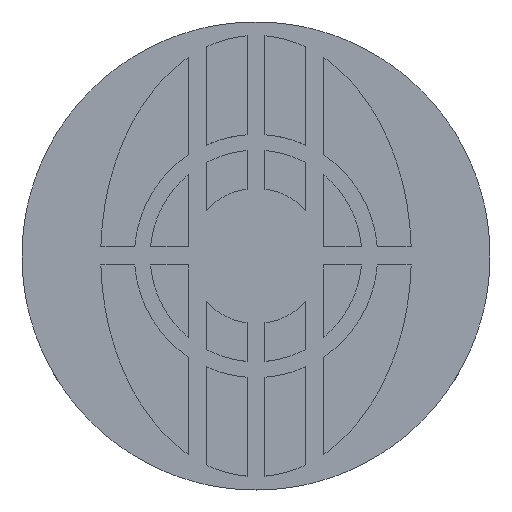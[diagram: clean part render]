
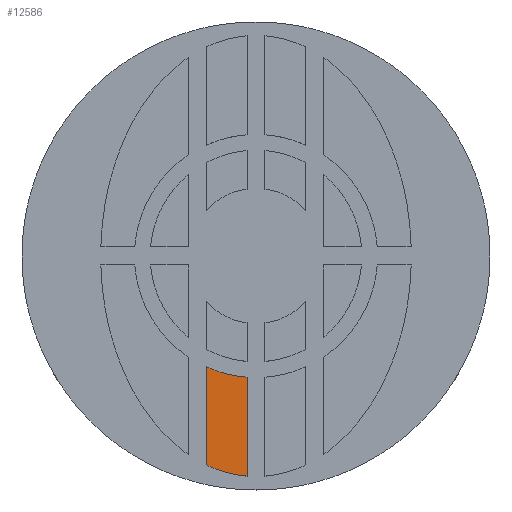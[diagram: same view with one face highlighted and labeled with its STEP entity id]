
A CAD part, top view. The second image highlights one B-rep face of the part: STEP entity #12586.
In plain terms, the highlighted planar face has unit normal (0, 0, 1).
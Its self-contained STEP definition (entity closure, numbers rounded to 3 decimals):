
#116=FACE_OUTER_BOUND('',#754,.T.);
#754=EDGE_LOOP('',(#8519,#8520,#8521,#8522,#8523,#8524,#8525,#8526,#8527,
#8528,#8529,#8530,#8531,#8532,#8533,#8534,#8535,#8536));
#1509=LINE('',#17311,#3369);
#1512=LINE('',#17317,#3372);
#1515=LINE('',#17323,#3375);
#1518=LINE('',#17329,#3378);
#1521=LINE('',#17335,#3381);
#1524=LINE('',#17341,#3384);
#1527=LINE('',#17347,#3387);
#1530=LINE('',#17353,#3390);
#1533=LINE('',#17359,#3393);
#1536=LINE('',#17365,#3396);
#1539=LINE('',#17371,#3399);
#1542=LINE('',#17377,#3402);
#1545=LINE('',#17383,#3405);
#1548=LINE('',#17389,#3408);
#1551=LINE('',#17395,#3411);
#1554=LINE('',#17401,#3414);
#1557=LINE('',#17407,#3417);
#1560=LINE('',#17411,#3420);
#3369=VECTOR('',#14111,10.);
#3372=VECTOR('',#14116,10.);
#3375=VECTOR('',#14121,10.);
#3378=VECTOR('',#14126,10.);
#3381=VECTOR('',#14131,10.);
#3384=VECTOR('',#14136,10.);
#3387=VECTOR('',#14141,10.);
#3390=VECTOR('',#14146,10.);
#3393=VECTOR('',#14151,10.);
#3396=VECTOR('',#14156,10.);
#3399=VECTOR('',#14161,10.);
#3402=VECTOR('',#14166,10.);
#3405=VECTOR('',#14171,10.);
#3408=VECTOR('',#14176,10.);
#3411=VECTOR('',#14181,10.);
#3414=VECTOR('',#14186,10.);
#3417=VECTOR('',#14191,10.);
#3420=VECTOR('',#14196,10.);
#5169=VERTEX_POINT('',#17308);
#5170=VERTEX_POINT('',#17310);
#5172=VERTEX_POINT('',#17316);
#5174=VERTEX_POINT('',#17322);
#5176=VERTEX_POINT('',#17328);
#5178=VERTEX_POINT('',#17334);
#5180=VERTEX_POINT('',#17340);
#5182=VERTEX_POINT('',#17346);
#5184=VERTEX_POINT('',#17352);
#5186=VERTEX_POINT('',#17358);
#5188=VERTEX_POINT('',#17364);
#5190=VERTEX_POINT('',#17370);
#5192=VERTEX_POINT('',#17376);
#5194=VERTEX_POINT('',#17382);
#5196=VERTEX_POINT('',#17388);
#5198=VERTEX_POINT('',#17394);
#5200=VERTEX_POINT('',#17400);
#5202=VERTEX_POINT('',#17406);
#6469=EDGE_CURVE('',#5170,#5169,#1509,.T.);
#6472=EDGE_CURVE('',#5172,#5170,#1512,.T.);
#6475=EDGE_CURVE('',#5174,#5172,#1515,.T.);
#6478=EDGE_CURVE('',#5176,#5174,#1518,.T.);
#6481=EDGE_CURVE('',#5178,#5176,#1521,.T.);
#6484=EDGE_CURVE('',#5180,#5178,#1524,.T.);
#6487=EDGE_CURVE('',#5182,#5180,#1527,.T.);
#6490=EDGE_CURVE('',#5184,#5182,#1530,.T.);
#6493=EDGE_CURVE('',#5186,#5184,#1533,.T.);
#6496=EDGE_CURVE('',#5188,#5186,#1536,.T.);
#6499=EDGE_CURVE('',#5190,#5188,#1539,.T.);
#6502=EDGE_CURVE('',#5192,#5190,#1542,.T.);
#6505=EDGE_CURVE('',#5194,#5192,#1545,.T.);
#6508=EDGE_CURVE('',#5196,#5194,#1548,.T.);
#6511=EDGE_CURVE('',#5198,#5196,#1551,.T.);
#6514=EDGE_CURVE('',#5200,#5198,#1554,.T.);
#6517=EDGE_CURVE('',#5202,#5200,#1557,.T.);
#6520=EDGE_CURVE('',#5169,#5202,#1560,.T.);
#8519=ORIENTED_EDGE('',*,*,#6520,.T.);
#8520=ORIENTED_EDGE('',*,*,#6517,.T.);
#8521=ORIENTED_EDGE('',*,*,#6514,.T.);
#8522=ORIENTED_EDGE('',*,*,#6511,.T.);
#8523=ORIENTED_EDGE('',*,*,#6508,.T.);
#8524=ORIENTED_EDGE('',*,*,#6505,.T.);
#8525=ORIENTED_EDGE('',*,*,#6502,.T.);
#8526=ORIENTED_EDGE('',*,*,#6499,.T.);
#8527=ORIENTED_EDGE('',*,*,#6496,.T.);
#8528=ORIENTED_EDGE('',*,*,#6493,.T.);
#8529=ORIENTED_EDGE('',*,*,#6490,.T.);
#8530=ORIENTED_EDGE('',*,*,#6487,.T.);
#8531=ORIENTED_EDGE('',*,*,#6484,.T.);
#8532=ORIENTED_EDGE('',*,*,#6481,.T.);
#8533=ORIENTED_EDGE('',*,*,#6478,.T.);
#8534=ORIENTED_EDGE('',*,*,#6475,.T.);
#8535=ORIENTED_EDGE('',*,*,#6472,.T.);
#8536=ORIENTED_EDGE('',*,*,#6469,.T.);
#11948=PLANE('',#13239);
#12586=ADVANCED_FACE('',(#116),#11948,.T.);
#13239=AXIS2_PLACEMENT_3D('',#17412,#14197,#14198);
#14111=DIRECTION('',(0.97,-0.243,0.));
#14116=DIRECTION('',(0.958,-0.287,0.));
#14121=DIRECTION('',(0.944,-0.33,0.));
#14126=DIRECTION('',(0.928,-0.371,0.));
#14131=DIRECTION('',(0.911,-0.412,0.));
#14136=DIRECTION('',(0.,-1.,0.));
#14141=DIRECTION('',(-0.922,0.388,0.));
#14146=DIRECTION('',(-0.938,0.347,0.));
#14151=DIRECTION('',(-0.952,0.307,0.));
#14156=DIRECTION('',(-0.964,0.265,0.));
#14161=DIRECTION('',(-0.975,0.223,0.));
#14166=DIRECTION('',(-0.983,0.181,0.));
#14171=DIRECTION('',(-0.99,0.138,0.));
#14176=DIRECTION('',(-0.995,0.096,0.));
#14181=DIRECTION('',(0.,1.,0.));
#14186=DIRECTION('',(0.994,-0.106,0.));
#14191=DIRECTION('',(0.988,-0.152,0.));
#14196=DIRECTION('',(0.98,-0.198,0.));
#14197=DIRECTION('center_axis',(0.,0.,1.));
#14198=DIRECTION('ref_axis',(1.,0.,0.));
#17308=CARTESIAN_POINT('',(-5.426,-48.39,2.75));
#17310=CARTESIAN_POINT('',(-6.558,-48.107,2.75));
#17311=CARTESIAN_POINT('',(-6.558,-48.107,2.75));
#17316=CARTESIAN_POINT('',(-7.683,-47.77,2.75));
#17317=CARTESIAN_POINT('',(-7.683,-47.77,2.75));
#17322=CARTESIAN_POINT('',(-8.799,-47.38,2.75));
#17323=CARTESIAN_POINT('',(-8.799,-47.38,2.75));
#17328=CARTESIAN_POINT('',(-9.905,-46.937,2.75));
#17329=CARTESIAN_POINT('',(-9.905,-46.937,2.75));
#17334=CARTESIAN_POINT('',(-11.,-46.443,2.75));
#17335=CARTESIAN_POINT('',(-11.,-46.443,2.75));
#17340=CARTESIAN_POINT('',(-11.,-24.658,2.75));
#17341=CARTESIAN_POINT('',(-11.,-24.658,2.75));
#17346=CARTESIAN_POINT('',(-9.925,-25.11,2.75));
#17347=CARTESIAN_POINT('',(-9.925,-25.11,2.75));
#17352=CARTESIAN_POINT('',(-8.832,-25.515,2.75));
#17353=CARTESIAN_POINT('',(-8.832,-25.515,2.75));
#17358=CARTESIAN_POINT('',(-7.722,-25.872,2.75));
#17359=CARTESIAN_POINT('',(-7.722,-25.872,2.75));
#17364=CARTESIAN_POINT('',(-6.598,-26.181,2.75));
#17365=CARTESIAN_POINT('',(-6.598,-26.181,2.75));
#17370=CARTESIAN_POINT('',(-5.462,-26.442,2.75));
#17371=CARTESIAN_POINT('',(-5.462,-26.442,2.75));
#17376=CARTESIAN_POINT('',(-4.315,-26.653,2.75));
#17377=CARTESIAN_POINT('',(-4.315,-26.653,2.75));
#17382=CARTESIAN_POINT('',(-3.161,-26.814,2.75));
#17383=CARTESIAN_POINT('',(-3.161,-26.814,2.75));
#17388=CARTESIAN_POINT('',(-2.,-26.926,2.75));
#17389=CARTESIAN_POINT('',(-2.,-26.926,2.75));
#17394=CARTESIAN_POINT('',(-2.,-48.918,2.75));
#17395=CARTESIAN_POINT('',(-2.,-48.918,2.75));
#17400=CARTESIAN_POINT('',(-3.146,-48.796,2.75));
#17401=CARTESIAN_POINT('',(-3.146,-48.796,2.75));
#17406=CARTESIAN_POINT('',(-4.289,-48.62,2.75));
#17407=CARTESIAN_POINT('',(-4.289,-48.62,2.75));
#17411=CARTESIAN_POINT('',(-5.426,-48.39,2.75));
#17412=CARTESIAN_POINT('Origin',(-6.5,-36.788,2.75));
